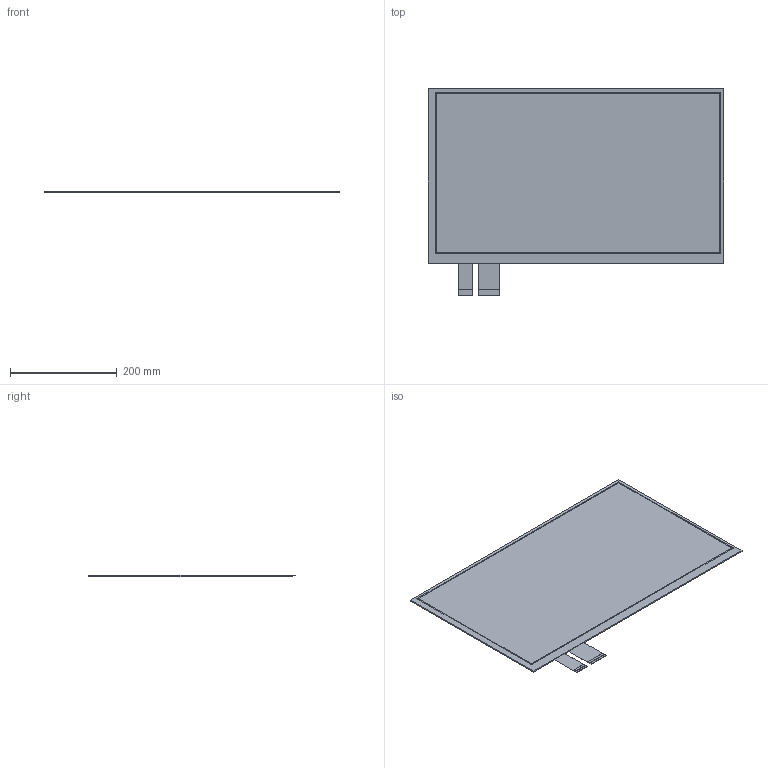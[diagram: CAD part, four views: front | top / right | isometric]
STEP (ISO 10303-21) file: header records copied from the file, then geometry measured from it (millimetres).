
FILE_DESCRIPTION(/* description */ (''),/* implementation_level */ '2;1');
FILE_NAME(/* name */ 'DUS-A240WA060A.stp',/* time_stamp */ '2023-06-01T18:13:32+09:00',/* author */ ('n-hirata'),/* organization */ (''),/* preprocessor_version */ 'ST-DEVELOPER v18.1',/* originating_system */ 'Autodesk Inventor 2020',/* authorisation */ '');
FILE_SCHEMA (('CONFIG_CONTROL_DESIGN','MODEL_BASED_INTEGRATED_MANUFACTURING_SCHEMA'));
Length unit declared in the file: millimetre
Products named in the file (1): DUS-A240WA060A
Bounding box: 553.8 x 386.4 x 2.35 mm (x, y, z)
Volume: 425033.9 mm3; surface area: 374299.5 mm2
Topology: 1 solids, 1 shells, 578 faces, 1768 edges, 1248 vertices
Faces by surface type: plane 574, cylinder 4
Entity records: 19217 total; most frequent: CARTESIAN_POINT 3543, ORIENTED_EDGE 3432, DIRECTION 2882, EDGE_CURVE 1716, LINE 1708, VECTOR 1708, VERTEX_POINT 1144, AXIS2_PLACEMENT_3D 587
